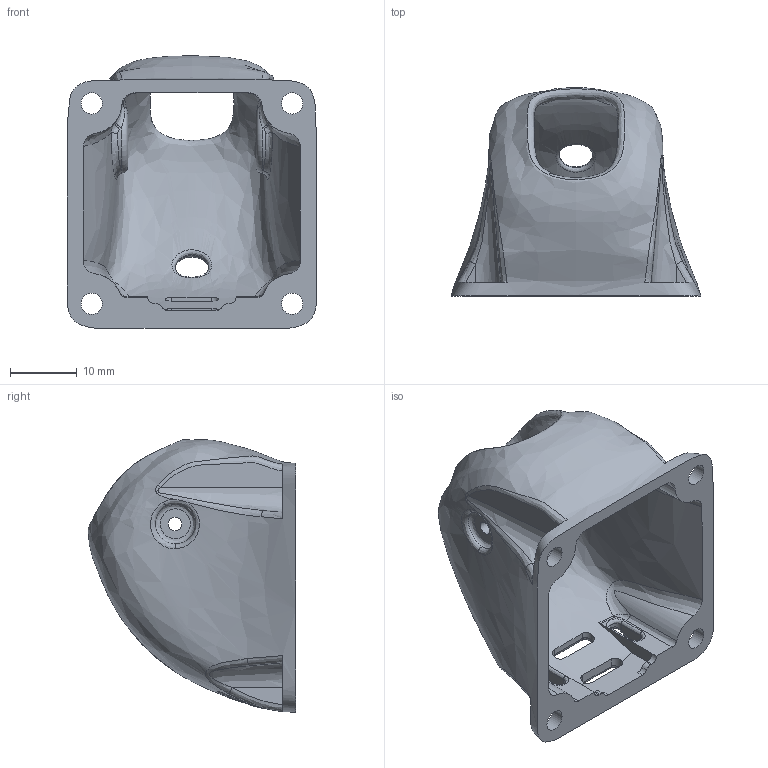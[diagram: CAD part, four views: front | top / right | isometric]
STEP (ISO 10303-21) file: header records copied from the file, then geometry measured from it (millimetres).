
FILE_DESCRIPTION(/* description */ (''),/* implementation_level */ '2;1');
FILE_NAME(/* name */ 'pod.step',/* time_stamp */ '2018-08-09T11:03:26+02:00',/* author */ ('account-autodeskZK8T7'),/* organization */ (''),/* preprocessor_version */ 'ST-DEVELOPER v17',/* originating_system */ 'Autodesk Translation Framework v7.1.0.215',/* authorisation */ '');
FILE_SCHEMA (('AUTOMOTIVE_DESIGN { 1 0 10303 214 3 1 1 }'));
Length unit declared in the file: millimetre
Products named in the file (1): pod
Bounding box: 37.38 x 31.13 x 40.8 mm (x, y, z)
Volume: 5935.9 mm3; surface area: 7400.1 mm2
Topology: 1 solids, 1 shells, 140 faces, 368 edges, 230 vertices
Faces by surface type: bspline 70, plane 35, cylinder 29, cone 4, torus 2
Full cylindrical faces by diameter (mm): 2 x2, 3.2 x4
Entity records: 14839 total; most frequent: CARTESIAN_POINT 11917, ORIENTED_EDGE 736, EDGE_CURVE 368, DIRECTION 367, VERTEX_POINT 230, B_SPLINE_CURVE_WITH_KNOTS 214, EDGE_LOOP 164, AXIS2_PLACEMENT_3D 144
